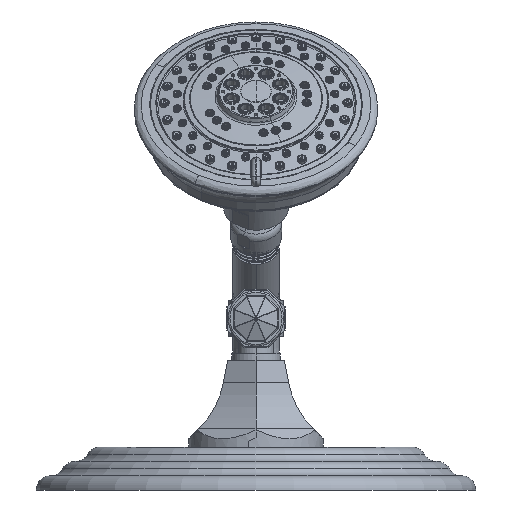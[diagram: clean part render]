
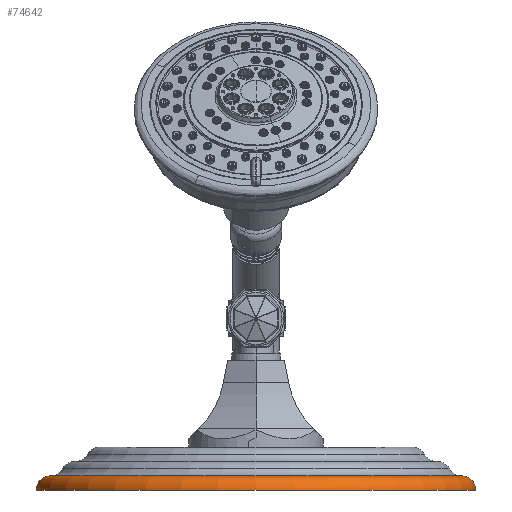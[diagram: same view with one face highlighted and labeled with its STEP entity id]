
A CAD part, front view. The second image highlights one B-rep face of the part: STEP entity #74642.
In plain terms, the highlighted toroidal (fillet/blend) face has major radius 92.075 mm and minor radius 6.35 mm.
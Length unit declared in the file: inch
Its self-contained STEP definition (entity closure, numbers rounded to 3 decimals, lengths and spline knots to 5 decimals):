
#68652=CARTESIAN_POINT('',(0.,0.,0.25));
#68653=DIRECTION('',(0.,0.,-1.));
#68654=DIRECTION('',(1.,0.,0.));
#68655=AXIS2_PLACEMENT_3D('',#68652,#68653,#68654);
#68677=CARTESIAN_POINT('',(3.625,0.,0.));
#68678=DIRECTION('',(0.,-1.,0.));
#68679=DIRECTION('',(1.,0.,0.));
#68680=AXIS2_PLACEMENT_3D('',#68677,#68678,#68679);
#68682=CARTESIAN_POINT('',(-3.625,0.,0.));
#68683=DIRECTION('',(0.,1.,0.));
#68684=DIRECTION('',(-1.,0.,0.));
#68685=AXIS2_PLACEMENT_3D('',#68682,#68683,#68684);
#68687=CARTESIAN_POINT('',(0.,0.,0.));
#68688=DIRECTION('',(0.,0.,-1.));
#68689=DIRECTION('',(1.,0.,0.));
#68690=AXIS2_PLACEMENT_3D('',#68687,#68688,#68689);
#71414=CARTESIAN_POINT('',(3.625,0.,0.25));
#71416=VERTEX_POINT('',#71414);
#71424=CARTESIAN_POINT('',(-3.625,0.,0.25));
#71426=VERTEX_POINT('',#71424);
#71998=CARTESIAN_POINT('',(3.875,0.,0.));
#71999=CARTESIAN_POINT('',(-3.875,0.,0.));
#72000=VERTEX_POINT('',#71998);
#72001=VERTEX_POINT('',#71999);
#74631=CARTESIAN_POINT('',(0.,0.,0.));
#74632=DIRECTION('',(0.,0.,-1.));
#74633=DIRECTION('',(-1.,0.,0.));
#74634=AXIS2_PLACEMENT_3D('',#74631,#74632,#74633);
#74635=TOROIDAL_SURFACE('',#74634,3.625,0.25);
#74636=ORIENTED_EDGE('',*,*,#74625,.T.);
#74637=ORIENTED_EDGE('',*,*,#74615,.T.);
#74638=ORIENTED_EDGE('',*,*,#74584,.F.);
#74639=ORIENTED_EDGE('',*,*,#74612,.F.);
#74640=EDGE_LOOP('',(#74636,#74637,#74638,#74639));
#74641=FACE_OUTER_BOUND('',#74640,.F.);
#74642=ADVANCED_FACE('',(#74641),#74635,.T.);
#68656=CIRCLE('',#68655,3.625);
#68681=CIRCLE('',#68680,0.25);
#68686=CIRCLE('',#68685,0.25);
#68691=CIRCLE('',#68690,3.875);
#74584=EDGE_CURVE('',#71416,#71426,#68656,.T.);
#74612=EDGE_CURVE('',#72000,#71416,#68681,.T.);
#74615=EDGE_CURVE('',#72001,#71426,#68686,.T.);
#74625=EDGE_CURVE('',#72000,#72001,#68691,.T.);
